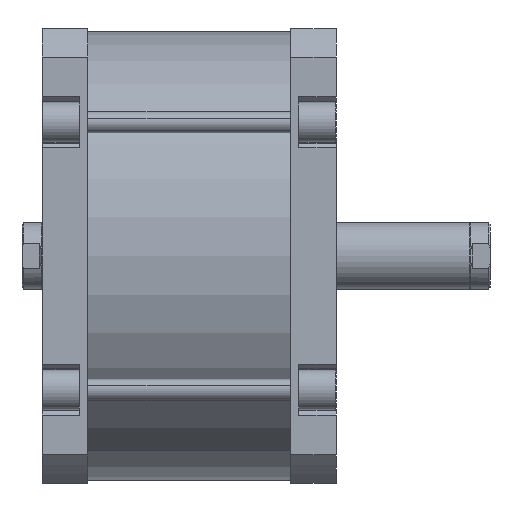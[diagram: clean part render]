
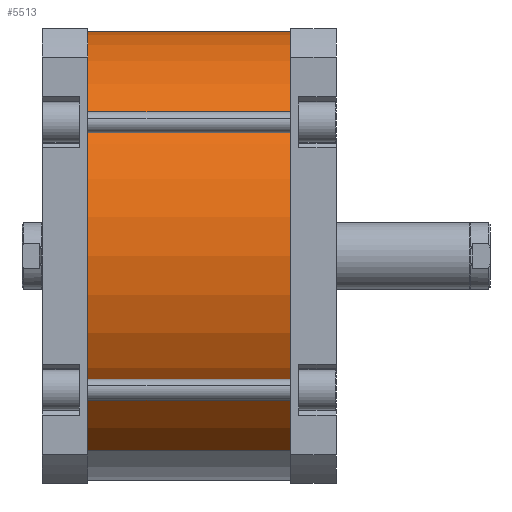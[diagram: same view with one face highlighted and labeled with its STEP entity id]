
A CAD part, front view. The second image highlights one B-rep face of the part: STEP entity #5513.
In plain terms, the highlighted cylindrical face has radius 168 mm (diameter 336 mm), a partial arc.
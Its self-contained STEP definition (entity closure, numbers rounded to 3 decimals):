
#84 = EDGE_LOOP ( 'NONE', ( #5335, #5319, #5324, #5320 ) ) ;
#1454 = EDGE_CURVE ( 'NONE', #6185, #5707, #1768, .T. ) ;
#1456 = EDGE_CURVE ( 'NONE', #5623, #5574, #1770, .T. ) ;
#1457 = EDGE_CURVE ( 'NONE', #5623, #6185, #1773, .T. ) ;
#1459 = EDGE_CURVE ( 'NONE', #5574, #5707, #1777, .T. ) ;
#1764 = VECTOR ( 'NONE', #5808, 1000. ) ;
#1767 = VECTOR ( 'NONE', #5703, 1000. ) ;
#1768 = LINE ( 'NONE', #5948, #1764 ) ;
#1770 = LINE ( 'NONE', #5851, #1767 ) ;
#1773 = CIRCLE ( 'NONE', #4086, 168. ) ;
#1777 = CIRCLE ( 'NONE', #4092, 168. ) ;
#4086 = AXIS2_PLACEMENT_3D ( 'NONE', #5892, #6004, #5967 ) ;
#4092 = AXIS2_PLACEMENT_3D ( 'NONE', #5862, #6168, #6086 ) ;
#4458 = AXIS2_PLACEMENT_3D ( 'NONE', #4770, #4752, #4756 ) ;
#4752 = DIRECTION ( 'NONE',  ( 0., 0., -1. ) ) ;
#4756 = DIRECTION ( 'NONE',  ( -1., 0., 0. ) ) ;
#4770 = CARTESIAN_POINT ( 'NONE',  ( 0., 0., 152. ) ) ;
#4831 = CARTESIAN_POINT ( 'NONE',  ( -168., 0., 0. ) ) ;
#4845 = CARTESIAN_POINT ( 'NONE',  ( -168., 0., 152. ) ) ;
#4875 = CARTESIAN_POINT ( 'NONE',  ( 168., 0., 0. ) ) ;
#4991 = CARTESIAN_POINT ( 'NONE',  ( 168., 0., 152. ) ) ;
#5218 = FACE_OUTER_BOUND ( 'NONE', #84, .T. ) ;
#5223 = CYLINDRICAL_SURFACE ( 'NONE', #4458, 168. ) ;
#5319 = ORIENTED_EDGE ( 'NONE', *, *, #1457, .F. ) ;
#5320 = ORIENTED_EDGE ( 'NONE', *, *, #1459, .T. ) ;
#5324 = ORIENTED_EDGE ( 'NONE', *, *, #1456, .T. ) ;
#5335 = ORIENTED_EDGE ( 'NONE', *, *, #1454, .F. ) ;
#5513 = ADVANCED_FACE ( 'NONE', ( #5218 ), #5223, .T. ) ;
#5574 = VERTEX_POINT ( 'NONE', #4831 ) ;
#5623 = VERTEX_POINT ( 'NONE', #4845 ) ;
#5703 = DIRECTION ( 'NONE',  ( 0., 0., -1. ) ) ;
#5707 = VERTEX_POINT ( 'NONE', #4875 ) ;
#5808 = DIRECTION ( 'NONE',  ( 0., 0., -1. ) ) ;
#5851 = CARTESIAN_POINT ( 'NONE',  ( -168., 0., 152. ) ) ;
#5862 = CARTESIAN_POINT ( 'NONE',  ( 0., 0., 0. ) ) ;
#5892 = CARTESIAN_POINT ( 'NONE',  ( 0., 0., 152. ) ) ;
#5948 = CARTESIAN_POINT ( 'NONE',  ( 168., 0., 152. ) ) ;
#5967 = DIRECTION ( 'NONE',  ( 1., 0., 0. ) ) ;
#6004 = DIRECTION ( 'NONE',  ( 0., 0., 1. ) ) ;
#6086 = DIRECTION ( 'NONE',  ( 1., 0., 0. ) ) ;
#6168 = DIRECTION ( 'NONE',  ( 0., 0., 1. ) ) ;
#6185 = VERTEX_POINT ( 'NONE', #4991 ) ;
